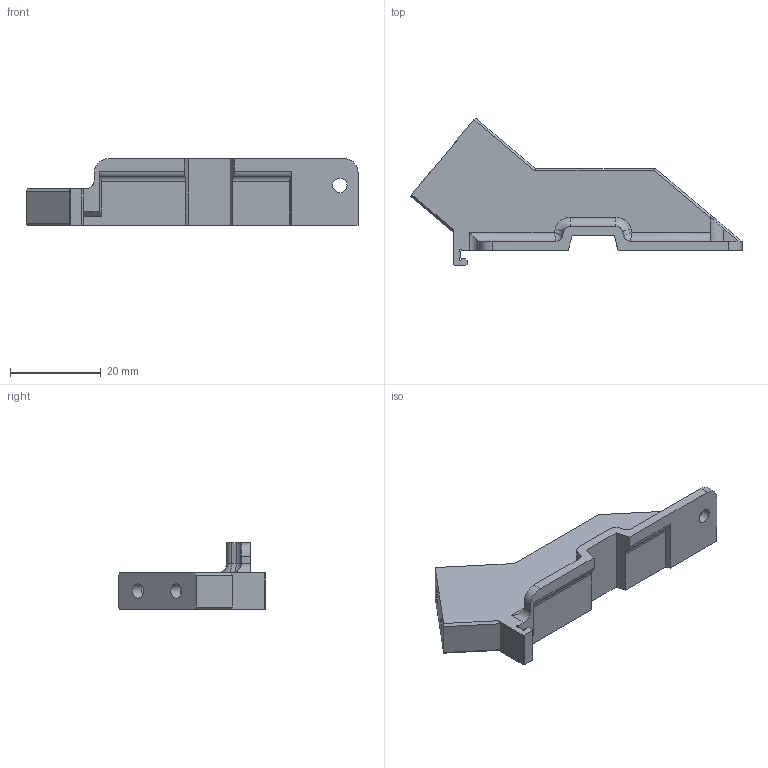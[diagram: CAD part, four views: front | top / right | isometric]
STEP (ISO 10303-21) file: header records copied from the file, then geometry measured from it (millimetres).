
FILE_DESCRIPTION(/* description */ (''),/* implementation_level */ '2;1');
FILE_NAME(/* name */ 'xlcd_support_right_R4.stp',/* time_stamp */ '2024-04-12T09:44:55+02:00',/* author */ ('matyas.moudry'),/* organization */ (''),/* preprocessor_version */ 'ST-DEVELOPER v19',/* originating_system */ 'Autodesk Inventor 2023',/* authorisation */ '');
FILE_SCHEMA (('AUTOMOTIVE_DESIGN { 1 0 10303 214 3 1 1 }'));
Length unit declared in the file: millimetre
Products named in the file (1): xlcd_support_right_R4
Bounding box: 73.06 x 32.5 x 14.65 mm (x, y, z)
Volume: 9482.9 mm3; surface area: 4986.8 mm2
Topology: 1 solids, 1 shells, 138 faces, 381 edges, 247 vertices
Faces by surface type: plane 85, cylinder 40, bspline 11, torus 2
Full cylindrical faces by diameter (mm): 3.2 x5
Entity records: 4683 total; most frequent: CARTESIAN_POINT 1160, ORIENTED_EDGE 758, DIRECTION 668, EDGE_CURVE 379, LINE 274, VECTOR 274, VERTEX_POINT 247, AXIS2_PLACEMENT_3D 197
